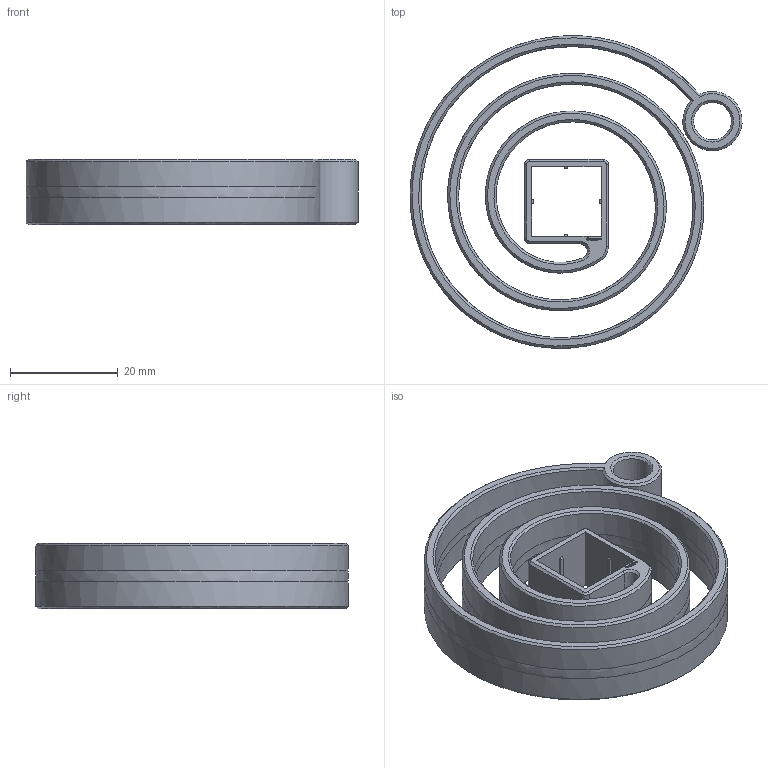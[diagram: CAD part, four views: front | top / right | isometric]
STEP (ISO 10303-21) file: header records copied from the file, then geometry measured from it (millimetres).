
FILE_DESCRIPTION(('FreeCAD Model'),'2;1');
FILE_NAME('Open CASCADE Shape Model','2024-10-31T15:14:56',(''),(''), 'Open CASCADE STEP processor 7.7','FreeCAD','Unknown');
FILE_SCHEMA(('AUTOMOTIVE_DESIGN { 1 0 10303 214 1 1 1 1 }'));
Length unit declared in the file: millimetre
Products named in the file (1): Spring RTR BU05.00x01.00 E-BU01.00x01.00-BUH REV2.5 T2mm - 
SPN-SPG-0005 (stemfie.org)001
Bounding box: 61.62 x 58.03 x 12.1 mm (x, y, z)
Volume: 10384.9 mm3; surface area: 12180.6 mm2
Topology: 1 solids, 1 shells, 575 faces, 1581 edges, 1044 vertices
Faces by surface type: plane 324, extrusion 208, bspline 20, cylinder 13, cone 10
Full cylindrical faces by diameter (mm): 7 x1
Entity records: 20671 total; most frequent: CARTESIAN_POINT 6953, ORIENTED_EDGE 3162, DIRECTION 2067, EDGE_CURVE 1581, VECTOR 1295, LINE 1087, VERTEX_POINT 1044, B_SPLINE_CURVE_WITH_KNOTS 664
